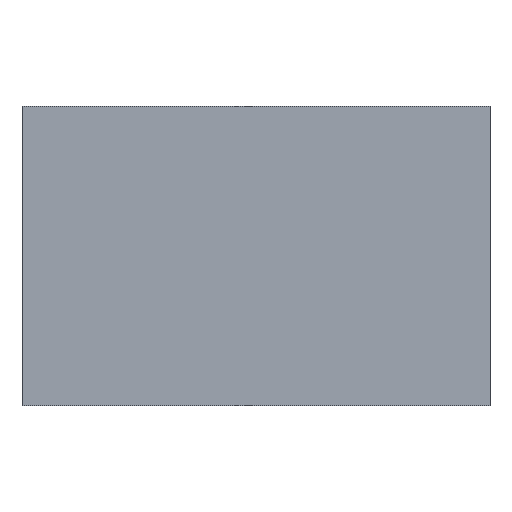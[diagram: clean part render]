
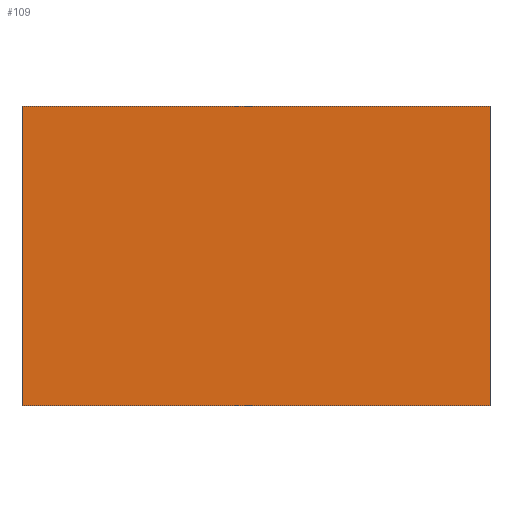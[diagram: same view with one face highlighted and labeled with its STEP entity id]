
A CAD part, left-side view. The second image highlights one B-rep face of the part: STEP entity #109.
In plain terms, the highlighted planar face has unit normal (-1, 0, 0).
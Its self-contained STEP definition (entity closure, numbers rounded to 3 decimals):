
#109 = ADVANCED_FACE( '', ( #205 ), #206, .F. );
#205 = FACE_OUTER_BOUND( '', #304, .T. );
#206 = PLANE( '', #305 );
#304 = EDGE_LOOP( '', ( #519, #520, #521, #522 ) );
#305 = AXIS2_PLACEMENT_3D( '', #523, #524, #525 );
#519 = ORIENTED_EDGE( '', *, *, #681, .T. );
#520 = ORIENTED_EDGE( '', *, *, #730, .F. );
#521 = ORIENTED_EDGE( '', *, *, #660, .F. );
#522 = ORIENTED_EDGE( '', *, *, #711, .T. );
#523 = CARTESIAN_POINT( '', ( -0.5, -0.25, 0.16 ) );
#524 = DIRECTION( '', ( 1., 0., 0. ) );
#525 = DIRECTION( '', ( 0., 0., -1. ) );
#660 = EDGE_CURVE( '', #805, #807, #808, .T. );
#681 = EDGE_CURVE( '', #844, #842, #845, .T. );
#711 = EDGE_CURVE( '', #805, #844, #888, .T. );
#730 = EDGE_CURVE( '', #807, #842, #913, .T. );
#805 = VERTEX_POINT( '', #1112 );
#807 = VERTEX_POINT( '', #1115 );
#808 = LINE( '', #1116, #1117 );
#842 = VERTEX_POINT( '', #1166 );
#844 = VERTEX_POINT( '', #1169 );
#845 = LINE( '', #1170, #1171 );
#888 = LINE( '', #1237, #1238 );
#913 = LINE( '', #1276, #1277 );
#1112 = CARTESIAN_POINT( '', ( -0.5, -0.25, 0.16 ) );
#1115 = CARTESIAN_POINT( '', ( -0.5, -0.25, -0.16 ) );
#1116 = CARTESIAN_POINT( '', ( -0.5, -0.25, 0.16 ) );
#1117 = VECTOR( '', #1360, 1000. );
#1166 = CARTESIAN_POINT( '', ( -0.5, 0.25, -0.16 ) );
#1169 = CARTESIAN_POINT( '', ( -0.5, 0.25, 0.16 ) );
#1170 = CARTESIAN_POINT( '', ( -0.5, 0.25, 0.16 ) );
#1171 = VECTOR( '', #1377, 1000. );
#1237 = CARTESIAN_POINT( '', ( -0.5, -0.25, 0.16 ) );
#1238 = VECTOR( '', #1401, 1000. );
#1276 = CARTESIAN_POINT( '', ( -0.5, -0.25, -0.16 ) );
#1277 = VECTOR( '', #1415, 1000. );
#1360 = DIRECTION( '', ( 0., 0., -1. ) );
#1377 = DIRECTION( '', ( 0., 0., -1. ) );
#1401 = DIRECTION( '', ( 0., 1., 0. ) );
#1415 = DIRECTION( '', ( 0., 1., 0. ) );
